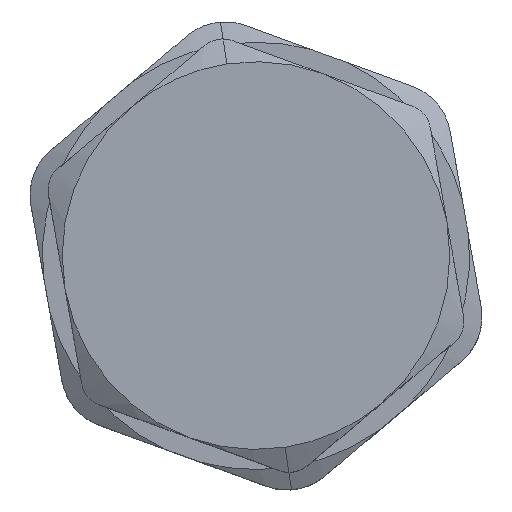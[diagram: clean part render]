
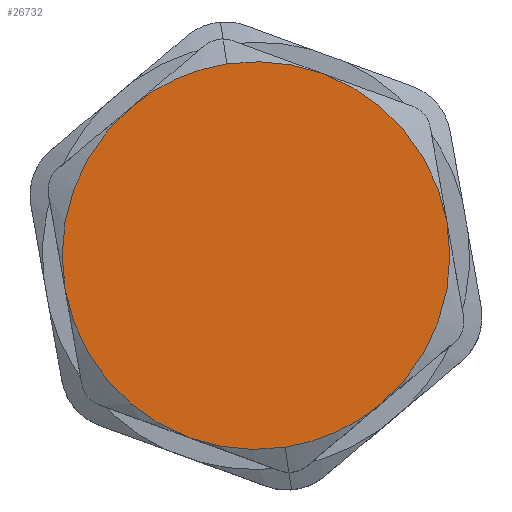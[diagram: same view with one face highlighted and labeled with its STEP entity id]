
A CAD part, top view. The second image highlights one B-rep face of the part: STEP entity #26732.
In plain terms, the highlighted planar face has unit normal (0, 0, 1).
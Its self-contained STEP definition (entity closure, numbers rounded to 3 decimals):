
#26661=CARTESIAN_POINT('Axis2P3D Location',(-8.384,-23.021,6.295)) ;
#26666=CARTESIAN_POINT('Axis2P3D Location',(0.,0.,6.295)) ;
#26670=CARTESIAN_POINT('Vertex',(-3.679,24.222,6.295)) ;
#26672=CARTESIAN_POINT('Vertex',(-15.744,18.771,6.295)) ;
#26675=CARTESIAN_POINT('Axis2P3D Location',(0.,0.,6.295)) ;
#26679=CARTESIAN_POINT('Vertex',(-24.129,-4.249,6.295)) ;
#26682=CARTESIAN_POINT('Axis2P3D Location',(0.,0.,6.295)) ;
#26686=CARTESIAN_POINT('Vertex',(-8.384,-23.021,6.295)) ;
#26689=CARTESIAN_POINT('Axis2P3D Location',(0.,0.,6.295)) ;
#26693=CARTESIAN_POINT('Vertex',(3.679,-24.222,6.295)) ;
#26696=CARTESIAN_POINT('Axis2P3D Location',(0.,0.,6.295)) ;
#26700=CARTESIAN_POINT('Vertex',(15.744,-18.771,6.295)) ;
#26703=CARTESIAN_POINT('Axis2P3D Location',(0.,0.,6.295)) ;
#26707=CARTESIAN_POINT('Vertex',(24.129,4.249,6.295)) ;
#26710=CARTESIAN_POINT('Axis2P3D Location',(0.,0.,6.295)) ;
#26714=CARTESIAN_POINT('Vertex',(8.384,23.021,6.295)) ;
#26717=CARTESIAN_POINT('Axis2P3D Location',(0.,0.,6.295)) ;
#26662=DIRECTION('Axis2P3D Direction',(0.,0.,1.)) ;
#26663=DIRECTION('Axis2P3D XDirection',(0.94,-0.342,0.)) ;
#26667=DIRECTION('Axis2P3D Direction',(0.,0.,1.)) ;
#26676=DIRECTION('Axis2P3D Direction',(0.,0.,1.)) ;
#26683=DIRECTION('Axis2P3D Direction',(0.,0.,1.)) ;
#26690=DIRECTION('Axis2P3D Direction',(0.,0.,1.)) ;
#26697=DIRECTION('Axis2P3D Direction',(0.,0.,1.)) ;
#26704=DIRECTION('Axis2P3D Direction',(0.,0.,1.)) ;
#26711=DIRECTION('Axis2P3D Direction',(0.,0.,1.)) ;
#26718=DIRECTION('Axis2P3D Direction',(0.,0.,1.)) ;
#26664=AXIS2_PLACEMENT_3D('Plane Axis2P3D',#26661,#26662,#26663) ;
#26668=AXIS2_PLACEMENT_3D('Circle Axis2P3D',#26666,#26667,$) ;
#26677=AXIS2_PLACEMENT_3D('Circle Axis2P3D',#26675,#26676,$) ;
#26684=AXIS2_PLACEMENT_3D('Circle Axis2P3D',#26682,#26683,$) ;
#26691=AXIS2_PLACEMENT_3D('Circle Axis2P3D',#26689,#26690,$) ;
#26698=AXIS2_PLACEMENT_3D('Circle Axis2P3D',#26696,#26697,$) ;
#26705=AXIS2_PLACEMENT_3D('Circle Axis2P3D',#26703,#26704,$) ;
#26712=AXIS2_PLACEMENT_3D('Circle Axis2P3D',#26710,#26711,$) ;
#26719=AXIS2_PLACEMENT_3D('Circle Axis2P3D',#26717,#26718,$) ;
#26723=ORIENTED_EDGE('',*,*,#26674,.T.) ;
#26724=ORIENTED_EDGE('',*,*,#26681,.T.) ;
#26725=ORIENTED_EDGE('',*,*,#26688,.T.) ;
#26726=ORIENTED_EDGE('',*,*,#26695,.T.) ;
#26727=ORIENTED_EDGE('',*,*,#26702,.T.) ;
#26728=ORIENTED_EDGE('',*,*,#26709,.T.) ;
#26729=ORIENTED_EDGE('',*,*,#26716,.T.) ;
#26730=ORIENTED_EDGE('',*,*,#26721,.T.) ;
#26732=ADVANCED_FACE('PartBody',(#26731),#26665,.T.) ;
#26669=CIRCLE('generated circle',#26668,24.5) ;
#26678=CIRCLE('generated circle',#26677,24.5) ;
#26685=CIRCLE('generated circle',#26684,24.5) ;
#26692=CIRCLE('generated circle',#26691,24.5) ;
#26699=CIRCLE('generated circle',#26698,24.5) ;
#26706=CIRCLE('generated circle',#26705,24.5) ;
#26713=CIRCLE('generated circle',#26712,24.5) ;
#26720=CIRCLE('generated circle',#26719,24.5) ;
#26674=EDGE_CURVE('',#26671,#26673,#26669,.T.) ;
#26681=EDGE_CURVE('',#26673,#26680,#26678,.T.) ;
#26688=EDGE_CURVE('',#26680,#26687,#26685,.T.) ;
#26695=EDGE_CURVE('',#26687,#26694,#26692,.T.) ;
#26702=EDGE_CURVE('',#26694,#26701,#26699,.T.) ;
#26709=EDGE_CURVE('',#26701,#26708,#26706,.T.) ;
#26716=EDGE_CURVE('',#26708,#26715,#26713,.T.) ;
#26721=EDGE_CURVE('',#26715,#26671,#26720,.T.) ;
#26722=EDGE_LOOP('',(#26723,#26724,#26725,#26726,#26727,#26728,#26729,#26730)) ;
#26731=FACE_OUTER_BOUND('',#26722,.T.) ;
#26665=PLANE('',#26664) ;
#26671=VERTEX_POINT('',#26670) ;
#26673=VERTEX_POINT('',#26672) ;
#26680=VERTEX_POINT('',#26679) ;
#26687=VERTEX_POINT('',#26686) ;
#26694=VERTEX_POINT('',#26693) ;
#26701=VERTEX_POINT('',#26700) ;
#26708=VERTEX_POINT('',#26707) ;
#26715=VERTEX_POINT('',#26714) ;
